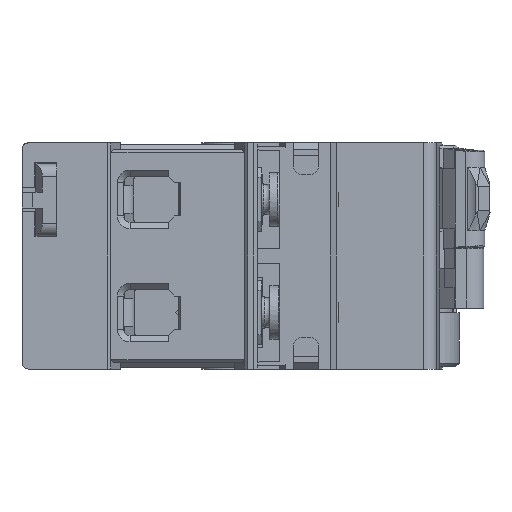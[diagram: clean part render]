
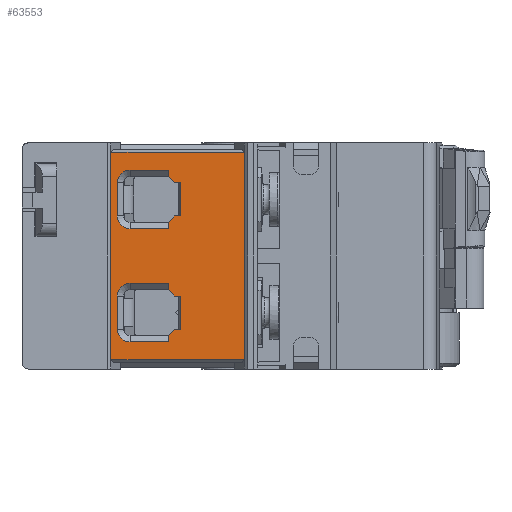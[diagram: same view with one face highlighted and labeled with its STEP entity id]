
A CAD part, left-side view. The second image highlights one B-rep face of the part: STEP entity #63553.
In plain terms, the highlighted planar face has unit normal (-1, 0, 0).
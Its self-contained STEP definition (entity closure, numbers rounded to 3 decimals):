
#1897=DIRECTION('',(0.,0.,-1.));
#1898=VECTOR('',#1897,5.2);
#1899=CARTESIAN_POINT('',(-81.,40.5,-24.1));
#1900=LINE('',#1899,#1898);
#1909=CARTESIAN_POINT('',(-81.,48.5,-29.3));
#1910=DIRECTION('',(-1.,0.,0.));
#1911=DIRECTION('',(0.,1.,0.));
#1912=AXIS2_PLACEMENT_3D('',#1909,#1910,#1911);
#1914=DIRECTION('',(0.,-1.,0.));
#1915=VECTOR('',#1914,6.);
#1916=CARTESIAN_POINT('',(-81.,48.5,-31.3));
#1917=LINE('',#1916,#1915);
#1918=DIRECTION('',(0.,0.,1.));
#1919=VECTOR('',#1918,1.);
#1920=CARTESIAN_POINT('',(-81.,42.5,-31.3));
#1921=LINE('',#1920,#1919);
#1922=DIRECTION('',(0.,-0.707,0.707));
#1923=VECTOR('',#1922,1.414);
#1924=CARTESIAN_POINT('',(-81.,42.5,-30.3));
#1925=LINE('',#1924,#1923);
#1926=DIRECTION('',(0.,-1.,0.));
#1927=VECTOR('',#1926,1.);
#1928=CARTESIAN_POINT('',(-81.,41.5,-29.3));
#1929=LINE('',#1928,#1927);
#1930=DIRECTION('',(0.,1.,0.));
#1931=VECTOR('',#1930,1.);
#1932=CARTESIAN_POINT('',(-81.,40.5,-24.1));
#1933=LINE('',#1932,#1931);
#1934=DIRECTION('',(0.,0.707,0.707));
#1935=VECTOR('',#1934,1.414);
#1936=CARTESIAN_POINT('',(-81.,41.5,-24.1));
#1937=LINE('',#1936,#1935);
#1938=DIRECTION('',(0.,0.,1.));
#1939=VECTOR('',#1938,1.);
#1940=CARTESIAN_POINT('',(-81.,42.5,-23.1));
#1941=LINE('',#1940,#1939);
#1942=DIRECTION('',(0.,1.,0.));
#1943=VECTOR('',#1942,6.);
#1944=CARTESIAN_POINT('',(-81.,42.5,-22.1));
#1945=LINE('',#1944,#1943);
#1946=CARTESIAN_POINT('',(-81.,48.5,-24.1));
#1947=DIRECTION('',(-1.,0.,0.));
#1948=DIRECTION('',(0.,0.,1.));
#1949=AXIS2_PLACEMENT_3D('',#1946,#1947,#1948);
#1951=CARTESIAN_POINT('',(-81.,48.5,-11.5));
#1952=DIRECTION('',(-1.,0.,0.));
#1953=DIRECTION('',(0.,1.,0.));
#1954=AXIS2_PLACEMENT_3D('',#1951,#1952,#1953);
#1956=DIRECTION('',(0.,-1.,0.));
#1957=VECTOR('',#1956,6.);
#1958=CARTESIAN_POINT('',(-81.,48.5,-13.5));
#1959=LINE('',#1958,#1957);
#1960=DIRECTION('',(0.,0.,1.));
#1961=VECTOR('',#1960,1.);
#1962=CARTESIAN_POINT('',(-81.,42.5,-13.5));
#1963=LINE('',#1962,#1961);
#1964=DIRECTION('',(0.,-0.707,0.707));
#1965=VECTOR('',#1964,1.414);
#1966=CARTESIAN_POINT('',(-81.,42.5,-12.5));
#1967=LINE('',#1966,#1965);
#1968=DIRECTION('',(0.,-1.,0.));
#1969=VECTOR('',#1968,1.);
#1970=CARTESIAN_POINT('',(-81.,41.5,-11.5));
#1971=LINE('',#1970,#1969);
#1972=DIRECTION('',(0.,1.,0.));
#1973=VECTOR('',#1972,1.);
#1974=CARTESIAN_POINT('',(-81.,40.5,-6.3));
#1975=LINE('',#1974,#1973);
#1976=DIRECTION('',(0.,0.707,0.707));
#1977=VECTOR('',#1976,1.414);
#1978=CARTESIAN_POINT('',(-81.,41.5,-6.3));
#1979=LINE('',#1978,#1977);
#1980=DIRECTION('',(0.,0.,1.));
#1981=VECTOR('',#1980,1.);
#1982=CARTESIAN_POINT('',(-81.,42.5,-5.3));
#1983=LINE('',#1982,#1981);
#1984=DIRECTION('',(0.,1.,0.));
#1985=VECTOR('',#1984,6.);
#1986=CARTESIAN_POINT('',(-81.,42.5,-4.3));
#1987=LINE('',#1986,#1985);
#1988=CARTESIAN_POINT('',(-81.,48.5,-6.3));
#1989=DIRECTION('',(-1.,0.,0.));
#1990=DIRECTION('',(0.,0.,1.));
#1991=AXIS2_PLACEMENT_3D('',#1988,#1989,#1990);
#1993=DIRECTION('',(0.,0.,1.));
#1994=VECTOR('',#1993,32.6);
#1995=CARTESIAN_POINT('',(-81.,30.5,-34.1));
#1996=LINE('',#1995,#1994);
#11291=DIRECTION('',(0.,0.,1.));
#11292=VECTOR('',#11291,5.2);
#11293=CARTESIAN_POINT('',(-81.,50.5,-29.3));
#11294=LINE('',#11293,#11292);
#27942=DIRECTION('',(0.,0.,-1.));
#27943=VECTOR('',#27942,5.2);
#27944=CARTESIAN_POINT('',(-81.,40.5,-6.3));
#27945=LINE('',#27944,#27943);
#32050=DIRECTION('',(0.,0.,1.));
#32051=VECTOR('',#32050,5.2);
#32052=CARTESIAN_POINT('',(-81.,50.5,-11.5));
#32053=LINE('',#32052,#32051);
#36111=DIRECTION('',(0.,-1.,0.));
#36112=VECTOR('',#36111,21.);
#36113=CARTESIAN_POINT('',(-81.,51.5,-1.5));
#36114=LINE('',#36113,#36112);
#36431=DIRECTION('',(0.,0.,-1.));
#36432=VECTOR('',#36431,32.6);
#36433=CARTESIAN_POINT('',(-81.,51.5,-1.5));
#36434=LINE('',#36433,#36432);
#36451=DIRECTION('',(0.,-1.,0.));
#36452=VECTOR('',#36451,21.);
#36453=CARTESIAN_POINT('',(-81.,51.5,-34.1));
#36454=LINE('',#36453,#36452);
#47390=CARTESIAN_POINT('',(-81.,40.5,-6.3));
#47391=CARTESIAN_POINT('',(-81.,41.5,-6.3));
#47392=VERTEX_POINT('',#47390);
#47393=VERTEX_POINT('',#47391);
#47791=CARTESIAN_POINT('',(-81.,42.5,-4.3));
#47792=CARTESIAN_POINT('',(-81.,48.5,-4.3));
#47793=VERTEX_POINT('',#47791);
#47794=VERTEX_POINT('',#47792);
#47795=CARTESIAN_POINT('',(-81.,50.5,-6.3));
#47796=VERTEX_POINT('',#47795);
#47797=CARTESIAN_POINT('',(-81.,42.5,-5.3));
#47798=VERTEX_POINT('',#47797);
#48087=CARTESIAN_POINT('',(-81.,51.5,-1.5));
#48088=CARTESIAN_POINT('',(-81.,30.5,-1.5));
#48089=VERTEX_POINT('',#48087);
#48090=VERTEX_POINT('',#48088);
#51679=CARTESIAN_POINT('',(-81.,41.5,-11.5));
#51680=CARTESIAN_POINT('',(-81.,40.5,-11.5));
#51681=VERTEX_POINT('',#51679);
#51682=VERTEX_POINT('',#51680);
#51695=CARTESIAN_POINT('',(-81.,40.5,-24.1));
#51696=CARTESIAN_POINT('',(-81.,41.5,-24.1));
#51697=VERTEX_POINT('',#51695);
#51698=VERTEX_POINT('',#51696);
#52056=CARTESIAN_POINT('',(-81.,42.5,-22.1));
#52057=CARTESIAN_POINT('',(-81.,48.5,-22.1));
#52058=VERTEX_POINT('',#52056);
#52059=VERTEX_POINT('',#52057);
#52060=CARTESIAN_POINT('',(-81.,50.5,-24.1));
#52061=VERTEX_POINT('',#52060);
#52062=CARTESIAN_POINT('',(-81.,42.5,-23.1));
#52063=VERTEX_POINT('',#52062);
#52064=CARTESIAN_POINT('',(-81.,48.5,-13.5));
#52065=CARTESIAN_POINT('',(-81.,42.5,-13.5));
#52066=VERTEX_POINT('',#52064);
#52067=VERTEX_POINT('',#52065);
#52068=CARTESIAN_POINT('',(-81.,42.5,-12.5));
#52069=VERTEX_POINT('',#52068);
#52070=CARTESIAN_POINT('',(-81.,50.5,-11.5));
#52071=VERTEX_POINT('',#52070);
#57248=CARTESIAN_POINT('',(-81.,41.5,-29.3));
#57249=CARTESIAN_POINT('',(-81.,40.5,-29.3));
#57250=VERTEX_POINT('',#57248);
#57251=VERTEX_POINT('',#57249);
#57364=CARTESIAN_POINT('',(-81.,48.5,-31.3));
#57365=CARTESIAN_POINT('',(-81.,42.5,-31.3));
#57366=VERTEX_POINT('',#57364);
#57367=VERTEX_POINT('',#57365);
#57368=CARTESIAN_POINT('',(-81.,42.5,-30.3));
#57369=VERTEX_POINT('',#57368);
#57370=CARTESIAN_POINT('',(-81.,50.5,-29.3));
#57371=VERTEX_POINT('',#57370);
#57692=CARTESIAN_POINT('',(-81.,51.5,-34.1));
#57693=CARTESIAN_POINT('',(-81.,30.5,-34.1));
#57694=VERTEX_POINT('',#57692);
#57695=VERTEX_POINT('',#57693);
#63487=CARTESIAN_POINT('',(-81.,16.,0.));
#63488=DIRECTION('',(-1.,0.,0.));
#63489=DIRECTION('',(0.,1.,0.));
#63490=AXIS2_PLACEMENT_3D('',#63487,#63488,#63489);
#63491=PLANE('',#63490);
#63493=ORIENTED_EDGE('',*,*,#63492,.F.);
#63495=ORIENTED_EDGE('',*,*,#63494,.F.);
#63497=ORIENTED_EDGE('',*,*,#63496,.F.);
#63499=ORIENTED_EDGE('',*,*,#63498,.T.);
#63500=EDGE_LOOP('',(#63493,#63495,#63497,#63499));
#63501=FACE_OUTER_BOUND('',#63500,.F.);
#63503=ORIENTED_EDGE('',*,*,#63502,.F.);
#63505=ORIENTED_EDGE('',*,*,#63504,.T.);
#63507=ORIENTED_EDGE('',*,*,#63506,.T.);
#63509=ORIENTED_EDGE('',*,*,#63508,.T.);
#63511=ORIENTED_EDGE('',*,*,#63510,.T.);
#63513=ORIENTED_EDGE('',*,*,#63512,.T.);
#63514=ORIENTED_EDGE('',*,*,#63470,.F.);
#63516=ORIENTED_EDGE('',*,*,#63515,.T.);
#63518=ORIENTED_EDGE('',*,*,#63517,.T.);
#63520=ORIENTED_EDGE('',*,*,#63519,.T.);
#63522=ORIENTED_EDGE('',*,*,#63521,.T.);
#63524=ORIENTED_EDGE('',*,*,#63523,.T.);
#63525=EDGE_LOOP('',(#63503,#63505,#63507,#63509,#63511,#63513,#63514,#63516,
#63518,#63520,#63522,#63524));
#63526=FACE_BOUND('',#63525,.F.);
#63528=ORIENTED_EDGE('',*,*,#63527,.F.);
#63530=ORIENTED_EDGE('',*,*,#63529,.T.);
#63532=ORIENTED_EDGE('',*,*,#63531,.T.);
#63534=ORIENTED_EDGE('',*,*,#63533,.T.);
#63536=ORIENTED_EDGE('',*,*,#63535,.T.);
#63538=ORIENTED_EDGE('',*,*,#63537,.T.);
#63540=ORIENTED_EDGE('',*,*,#63539,.F.);
#63542=ORIENTED_EDGE('',*,*,#63541,.T.);
#63544=ORIENTED_EDGE('',*,*,#63543,.T.);
#63546=ORIENTED_EDGE('',*,*,#63545,.T.);
#63548=ORIENTED_EDGE('',*,*,#63547,.T.);
#63550=ORIENTED_EDGE('',*,*,#63549,.T.);
#63551=EDGE_LOOP('',(#63528,#63530,#63532,#63534,#63536,#63538,#63540,#63542,
#63544,#63546,#63548,#63550));
#63552=FACE_BOUND('',#63551,.F.);
#63553=ADVANCED_FACE('',(#63501,#63526,#63552),#63491,.T.);
#1913=CIRCLE('',#1912,2.);
#1950=CIRCLE('',#1949,2.);
#1955=CIRCLE('',#1954,2.);
#1992=CIRCLE('',#1991,2.);
#63470=EDGE_CURVE('',#51697,#57251,#1900,.T.);
#63492=EDGE_CURVE('',#57695,#48090,#1996,.T.);
#63494=EDGE_CURVE('',#57694,#57695,#36454,.T.);
#63496=EDGE_CURVE('',#48089,#57694,#36434,.T.);
#63498=EDGE_CURVE('',#48089,#48090,#36114,.T.);
#63502=EDGE_CURVE('',#57371,#52061,#11294,.T.);
#63504=EDGE_CURVE('',#57371,#57366,#1913,.T.);
#63506=EDGE_CURVE('',#57366,#57367,#1917,.T.);
#63508=EDGE_CURVE('',#57367,#57369,#1921,.T.);
#63510=EDGE_CURVE('',#57369,#57250,#1925,.T.);
#63512=EDGE_CURVE('',#57250,#57251,#1929,.T.);
#63515=EDGE_CURVE('',#51697,#51698,#1933,.T.);
#63517=EDGE_CURVE('',#51698,#52063,#1937,.T.);
#63519=EDGE_CURVE('',#52063,#52058,#1941,.T.);
#63521=EDGE_CURVE('',#52058,#52059,#1945,.T.);
#63523=EDGE_CURVE('',#52059,#52061,#1950,.T.);
#63527=EDGE_CURVE('',#52071,#47796,#32053,.T.);
#63529=EDGE_CURVE('',#52071,#52066,#1955,.T.);
#63531=EDGE_CURVE('',#52066,#52067,#1959,.T.);
#63533=EDGE_CURVE('',#52067,#52069,#1963,.T.);
#63535=EDGE_CURVE('',#52069,#51681,#1967,.T.);
#63537=EDGE_CURVE('',#51681,#51682,#1971,.T.);
#63539=EDGE_CURVE('',#47392,#51682,#27945,.T.);
#63541=EDGE_CURVE('',#47392,#47393,#1975,.T.);
#63543=EDGE_CURVE('',#47393,#47798,#1979,.T.);
#63545=EDGE_CURVE('',#47798,#47793,#1983,.T.);
#63547=EDGE_CURVE('',#47793,#47794,#1987,.T.);
#63549=EDGE_CURVE('',#47794,#47796,#1992,.T.);
